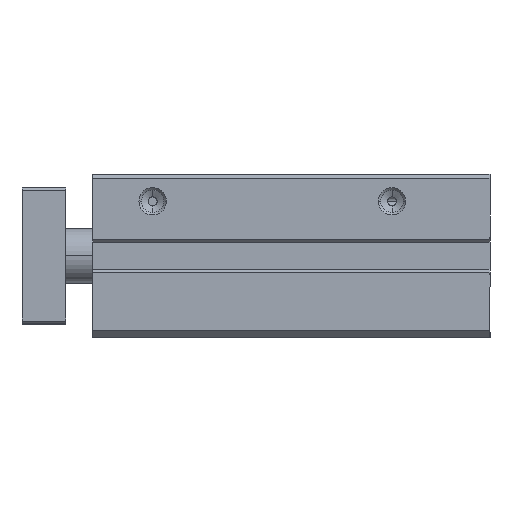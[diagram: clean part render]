
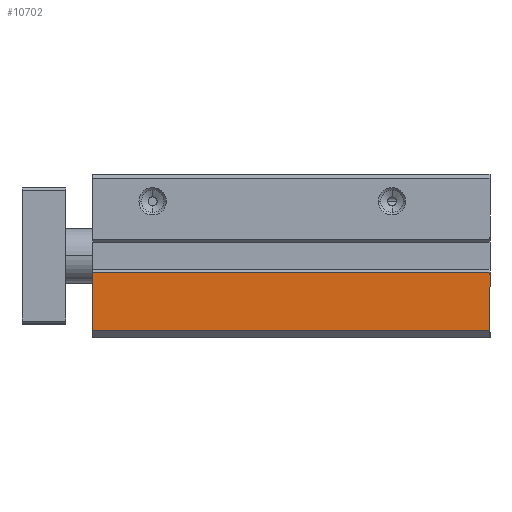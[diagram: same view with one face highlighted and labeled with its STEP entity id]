
A CAD part, top view. The second image highlights one B-rep face of the part: STEP entity #10702.
In plain terms, the highlighted planar face has unit normal (0, 0, 1).
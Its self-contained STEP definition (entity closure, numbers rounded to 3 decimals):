
#94 = FACE_OUTER_BOUND ( 'NONE', #10170, .T. ) ;
#256 = LINE ( 'NONE', #8982, #11470 ) ;
#480 = DIRECTION ( 'NONE',  ( 0., -1., 0. ) ) ;
#994 = AXIS2_PLACEMENT_3D ( 'NONE', #9856, #6701, #12601 ) ;
#1286 = EDGE_CURVE ( 'NONE', #9116, #7666, #11077, .T. ) ;
#1323 = DIRECTION ( 'NONE',  ( -1., 0., 0. ) ) ;
#1596 = CARTESIAN_POINT ( 'NONE',  ( 73., -3., 32. ) ) ;
#2027 = EDGE_CURVE ( 'NONE', #12620, #9116, #256, .T. ) ;
#2915 = CARTESIAN_POINT ( 'NONE',  ( 0., -3., 32. ) ) ;
#2924 = LINE ( 'NONE', #4792, #9203 ) ;
#3887 = DIRECTION ( 'NONE',  ( 1., 0., 0. ) ) ;
#4019 = CARTESIAN_POINT ( 'NONE',  ( 73., -13.7, 32. ) ) ;
#4202 = EDGE_CURVE ( 'NONE', #12620, #11533, #7469, .T. ) ;
#4792 = CARTESIAN_POINT ( 'NONE',  ( 0., -13.7, 32. ) ) ;
#4833 = PLANE ( 'NONE',  #994 ) ;
#6391 = CARTESIAN_POINT ( 'NONE',  ( 0., -13.7, 32. ) ) ;
#6701 = DIRECTION ( 'NONE',  ( 0., 0., 1. ) ) ;
#7338 = DIRECTION ( 'NONE',  ( 0., -1., 0. ) ) ;
#7469 = LINE ( 'NONE', #10407, #9864 ) ;
#7666 = VERTEX_POINT ( 'NONE', #10511 ) ;
#8455 = ORIENTED_EDGE ( 'NONE', *, *, #11829, .T. ) ;
#8982 = CARTESIAN_POINT ( 'NONE',  ( 0., -3., 32. ) ) ;
#9116 = VERTEX_POINT ( 'NONE', #2915 ) ;
#9203 = VECTOR ( 'NONE', #3887, 1000. ) ;
#9856 = CARTESIAN_POINT ( 'NONE',  ( 0., -13.7, 32. ) ) ;
#9864 = VECTOR ( 'NONE', #7338, 1000. ) ;
#10170 = EDGE_LOOP ( 'NONE', ( #12678, #8455, #11154, #11715 ) ) ;
#10407 = CARTESIAN_POINT ( 'NONE',  ( 73., 0., 32. ) ) ;
#10511 = CARTESIAN_POINT ( 'NONE',  ( 0., -13.7, 32. ) ) ;
#10702 = ADVANCED_FACE ( 'NONE', ( #94 ), #4833, .T. ) ;
#11077 = LINE ( 'NONE', #6391, #12682 ) ;
#11154 = ORIENTED_EDGE ( 'NONE', *, *, #4202, .F. ) ;
#11470 = VECTOR ( 'NONE', #1323, 1000. ) ;
#11533 = VERTEX_POINT ( 'NONE', #4019 ) ;
#11715 = ORIENTED_EDGE ( 'NONE', *, *, #2027, .T. ) ;
#11829 = EDGE_CURVE ( 'NONE', #7666, #11533, #2924, .T. ) ;
#12601 = DIRECTION ( 'NONE',  ( 1., 0., 0. ) ) ;
#12620 = VERTEX_POINT ( 'NONE', #1596 ) ;
#12678 = ORIENTED_EDGE ( 'NONE', *, *, #1286, .T. ) ;
#12682 = VECTOR ( 'NONE', #480, 1000. ) ;
